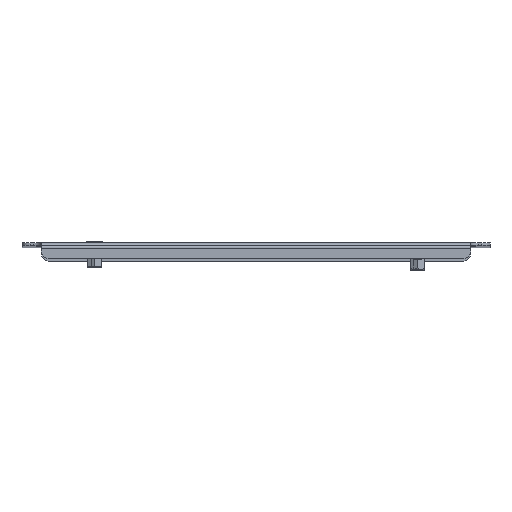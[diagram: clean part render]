
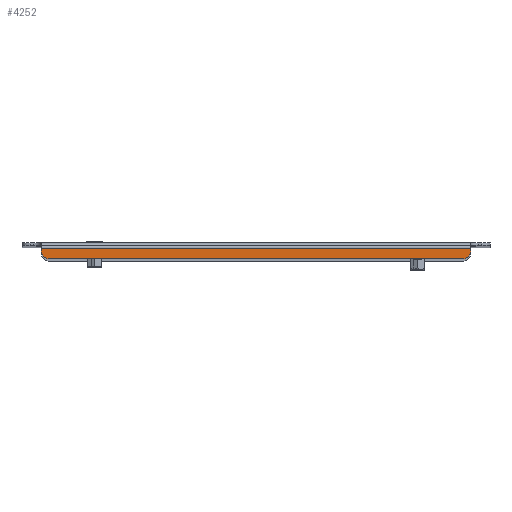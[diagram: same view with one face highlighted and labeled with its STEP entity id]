
A CAD part, top view. The second image highlights one B-rep face of the part: STEP entity #4252.
In plain terms, the highlighted planar face has unit normal (0, 0, 1).
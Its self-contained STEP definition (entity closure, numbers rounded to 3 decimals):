
#278 = VERTEX_POINT ( 'NONE', #6753 ) ;
#383 = CARTESIAN_POINT ( 'NONE',  ( 128., -5., 445. ) ) ;
#543 = EDGE_LOOP ( 'NONE', ( #7709, #1457, #9103, #7443, #3082, #3490 ) ) ;
#847 = EDGE_CURVE ( 'NONE', #5272, #9548, #10264, .T. ) ;
#871 = CARTESIAN_POINT ( 'NONE',  ( -128., -10., 445. ) ) ;
#886 = CARTESIAN_POINT ( 'NONE',  ( 133., -5., 445. ) ) ;
#910 = CIRCLE ( 'NONE', #7567, 5. ) ;
#969 = VECTOR ( 'NONE', #4988, 1000. ) ;
#1191 = AXIS2_PLACEMENT_3D ( 'NONE', #8156, #5873, #9807 ) ;
#1195 = FACE_OUTER_BOUND ( 'NONE', #543, .T. ) ;
#1457 = ORIENTED_EDGE ( 'NONE', *, *, #847, .T. ) ;
#1513 = CARTESIAN_POINT ( 'NONE',  ( -133., -3.5, 445. ) ) ;
#1640 = CARTESIAN_POINT ( 'NONE',  ( -133., 23.978, 445. ) ) ;
#2533 = EDGE_CURVE ( 'NONE', #9548, #278, #8105, .T. ) ;
#2568 = EDGE_CURVE ( 'NONE', #8489, #7555, #4320, .T. ) ;
#3082 = ORIENTED_EDGE ( 'NONE', *, *, #2568, .F. ) ;
#3086 = CARTESIAN_POINT ( 'NONE',  ( 0., -3.5, 445. ) ) ;
#3118 = VECTOR ( 'NONE', #8917, 1000. ) ;
#3490 = ORIENTED_EDGE ( 'NONE', *, *, #4935, .T. ) ;
#3833 = CARTESIAN_POINT ( 'NONE',  ( -128., -5., 445. ) ) ;
#3967 = VECTOR ( 'NONE', #6493, 1000. ) ;
#4040 = DIRECTION ( 'NONE',  ( 0., -1., 0. ) ) ;
#4252 = ADVANCED_FACE ( 'NONE', ( #1195 ), #9746, .T. ) ;
#4320 = LINE ( 'NONE', #7260, #3967 ) ;
#4935 = EDGE_CURVE ( 'NONE', #8489, #5262, #10192, .T. ) ;
#4988 = DIRECTION ( 'NONE',  ( 1., 0., 0. ) ) ;
#5073 = DIRECTION ( 'NONE',  ( 0., 0., 1. ) ) ;
#5262 = VERTEX_POINT ( 'NONE', #1513 ) ;
#5272 = VERTEX_POINT ( 'NONE', #5511 ) ;
#5511 = CARTESIAN_POINT ( 'NONE',  ( -133., -5., 445. ) ) ;
#5873 = DIRECTION ( 'NONE',  ( 0., 0., 1. ) ) ;
#5878 = CARTESIAN_POINT ( 'NONE',  ( 145., -10., 445. ) ) ;
#5908 = DIRECTION ( 'NONE',  ( 0., -1., 0. ) ) ;
#6190 = EDGE_CURVE ( 'NONE', #278, #7555, #910, .T. ) ;
#6266 = DIRECTION ( 'NONE',  ( -1., 0., 0. ) ) ;
#6493 = DIRECTION ( 'NONE',  ( 0., -1., 0. ) ) ;
#6544 = CARTESIAN_POINT ( 'NONE',  ( 133., -3.5, 445. ) ) ;
#6753 = CARTESIAN_POINT ( 'NONE',  ( 128., -10., 445. ) ) ;
#7028 = EDGE_CURVE ( 'NONE', #5272, #5262, #9689, .T. ) ;
#7260 = CARTESIAN_POINT ( 'NONE',  ( 133., 23.978, 445. ) ) ;
#7443 = ORIENTED_EDGE ( 'NONE', *, *, #6190, .T. ) ;
#7555 = VERTEX_POINT ( 'NONE', #886 ) ;
#7567 = AXIS2_PLACEMENT_3D ( 'NONE', #383, #5073, #5908 ) ;
#7709 = ORIENTED_EDGE ( 'NONE', *, *, #7028, .F. ) ;
#8105 = LINE ( 'NONE', #5878, #969 ) ;
#8156 = CARTESIAN_POINT ( 'NONE',  ( 0., 441.978, 445. ) ) ;
#8489 = VERTEX_POINT ( 'NONE', #6544 ) ;
#8627 = AXIS2_PLACEMENT_3D ( 'NONE', #3833, #9473, #4040 ) ;
#8917 = DIRECTION ( 'NONE',  ( 0., 1., 0. ) ) ;
#9103 = ORIENTED_EDGE ( 'NONE', *, *, #2533, .T. ) ;
#9196 = VECTOR ( 'NONE', #6266, 1000. ) ;
#9473 = DIRECTION ( 'NONE',  ( 0., 0., 1. ) ) ;
#9548 = VERTEX_POINT ( 'NONE', #871 ) ;
#9689 = LINE ( 'NONE', #1640, #3118 ) ;
#9746 = PLANE ( 'NONE',  #1191 ) ;
#9807 = DIRECTION ( 'NONE',  ( 0., -1., 0. ) ) ;
#10192 = LINE ( 'NONE', #3086, #9196 ) ;
#10264 = CIRCLE ( 'NONE', #8627, 5. ) ;
